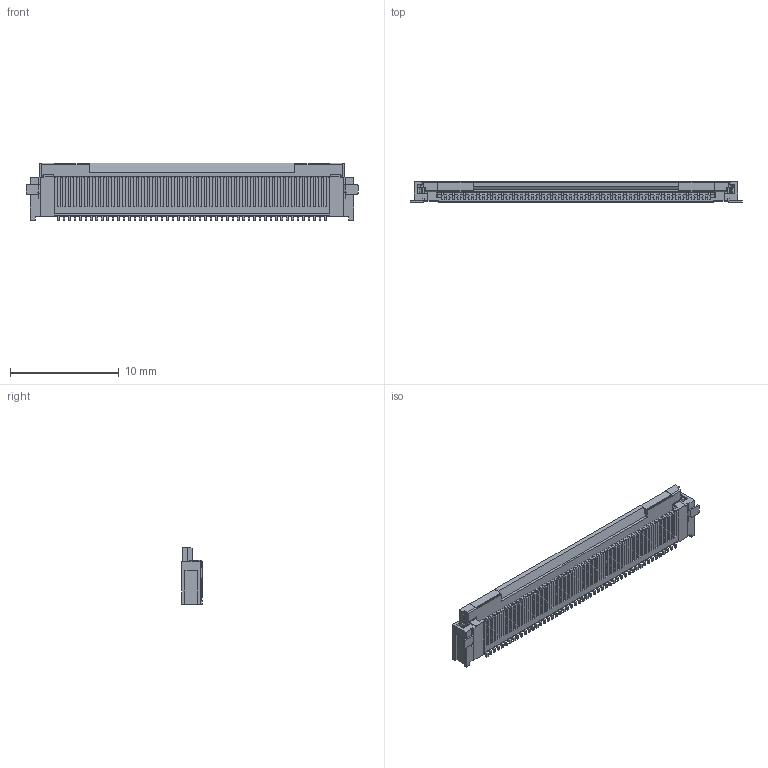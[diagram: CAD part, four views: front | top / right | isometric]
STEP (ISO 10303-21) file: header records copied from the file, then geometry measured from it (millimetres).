
FILE_DESCRIPTION((''),'2;1');
FILE_NAME('5051105091','2019-06-14T',('gga'),(''),'PRO/ENGINEER BY PARAMETRIC TECHNOLOGY CORPORATION, 2016010','PRO/ENGINEER BY PARAMETRIC TECHNOLOGY CORPORATION, 2016010','');
FILE_SCHEMA(('CONFIG_CONTROL_DESIGN'));
Products named in the file (1): 5051105091
Bounding box: 30.5 x 1.9 x 5.3 mm (x, y, z)
Volume: 178.1 mm3; surface area: 761.4 mm2
Topology: 1 solids, 1 shells, 2440 faces, 7800 edges, 5262 vertices
Faces by surface type: plane 2315, cylinder 125
Entity records: 84493 total; most frequent: CARTESIAN_POINT 15305, ORIENTED_EDGE 15184, DIRECTION 13032, EDGE_CURVE 7592, VECTOR 7446, LINE 7446, VERTEX_POINT 5054, AXIS2_PLACEMENT_3D 2793
